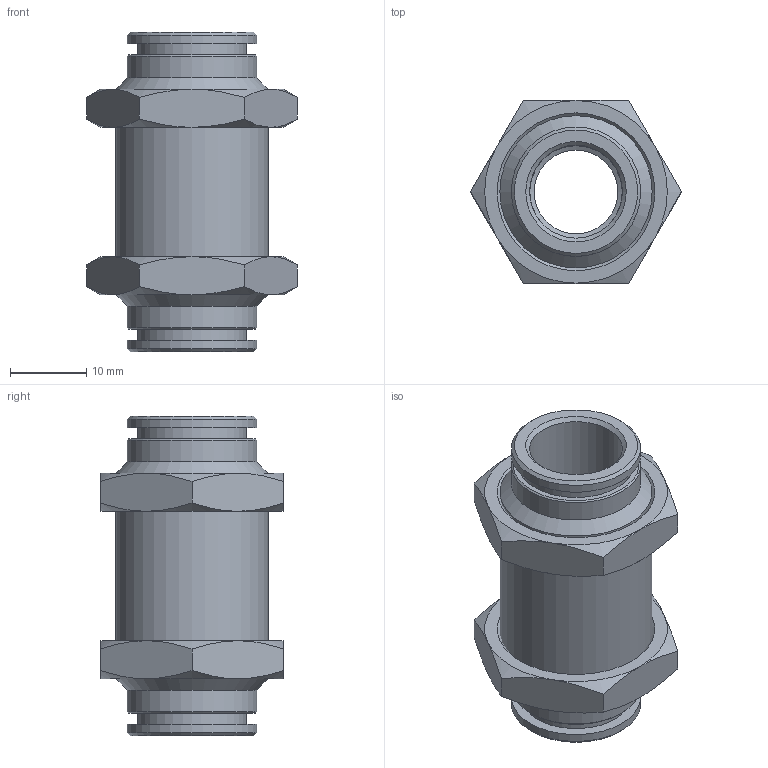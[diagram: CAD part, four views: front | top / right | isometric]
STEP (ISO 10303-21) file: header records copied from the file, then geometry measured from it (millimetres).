
FILE_DESCRIPTION(( 'RV.10.12.00.STP' ), '1');
FILE_NAME( 'RV.10.12.00.STP', '2021-03-01T17:23:31',( 'Sopra'),('sopra-pneumatic.com'), 'SwSTEP 2.0','SolidWorks 2009','' );
FILE_SCHEMA (('AUTOMOTIVE_DESIGN { 1 0 10303 214 1 1 1 1 }'));
Length unit declared in the file: millimetre
Products named in the file (6): Root; 201126; DR12; R201106
Assembly tree (5 placements, depth 2):
  Root
    201126
    201126
    DR12
    DR12
    R201106
Bounding box: 27.71 x 24 x 42 mm (x, y, z)
Volume: 8248.8 mm3; surface area: 8392.8 mm2
Topology: 5 solids, 5 shells, 90 faces, 183 edges, 109 vertices
Faces by surface type: cone 44, plane 28, cylinder 18
Full cylindrical faces by diameter (mm): 11 x1, 12.15 x2, 12.2 x2, 13.2 x2, 14.3 x2, 14.5 x2, 17 x4, 18.733 x2, 20 x1
Entity records: 3616 total; most frequent: DIRECTION 460, CARTESIAN_POINT 336, PRESENTATION_STYLE_ASSIGNMENT 277, COLOUR_RGB 273, DRAUGHTING_PRE_DEFINED_CURVE_FONT 272, CURVE_STYLE 272, OVER_RIDING_STYLED_ITEM 272, ORIENTED_EDGE 272
